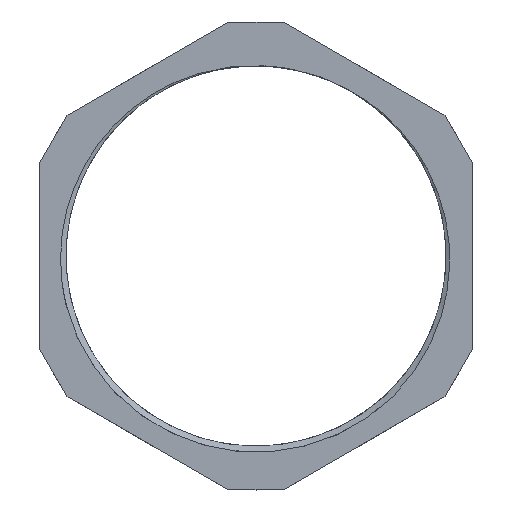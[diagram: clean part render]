
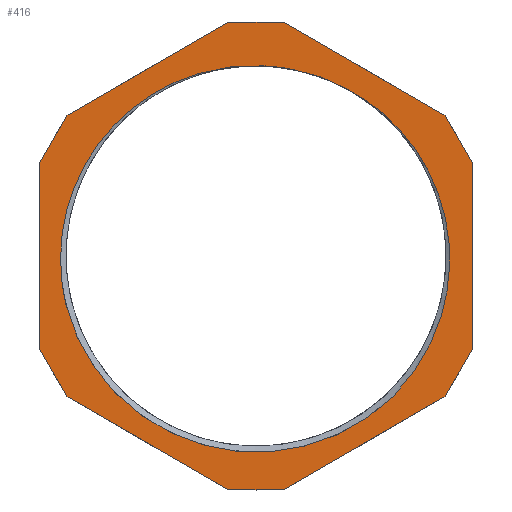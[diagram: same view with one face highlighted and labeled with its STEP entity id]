
A CAD part, top view. The second image highlights one B-rep face of the part: STEP entity #416.
In plain terms, the highlighted planar face has unit normal (0, 0, 1).
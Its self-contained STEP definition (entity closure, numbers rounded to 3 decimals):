
#16=FACE_BOUND('',#164,.T.);
#41=LINE('',#1305,#65);
#44=LINE('',#1319,#68);
#46=LINE('',#1327,#70);
#48=LINE('',#1339,#72);
#50=LINE('',#1347,#74);
#52=LINE('',#1359,#76);
#54=LINE('',#1367,#78);
#56=LINE('',#1380,#80);
#59=LINE('',#1393,#83);
#60=LINE('',#1400,#84);
#63=LINE('',#1413,#87);
#64=LINE('',#1418,#88);
#65=VECTOR('',#473,10.);
#68=VECTOR('',#478,10.);
#70=VECTOR('',#482,10.);
#72=VECTOR('',#486,10.);
#74=VECTOR('',#490,10.);
#76=VECTOR('',#494,10.);
#78=VECTOR('',#498,10.);
#80=VECTOR('',#502,10.);
#83=VECTOR('',#507,10.);
#84=VECTOR('',#510,10.);
#87=VECTOR('',#515,10.);
#88=VECTOR('',#518,10.);
#102=PLANE('',#456);
#104=CIRCLE('',#427,24.195);
#105=CIRCLE('',#429,24.956);
#138=FACE_OUTER_BOUND('',#163,.T.);
#163=EDGE_LOOP('',(#375,#376,#377,#378,#379,#380,#381,#382,#383,#384,#385,
#386));
#164=EDGE_LOOP('',(#387,#388,#389,#390));
#167=B_SPLINE_CURVE_WITH_KNOTS('',3,(#817,#818,#819,#820,#821,#822,#823,
#824,#825,#826,#827,#828,#829),.UNSPECIFIED.,.F.,.F.,(4,3,3,3,4),(-4.596,
-3.567,-2.387,-1.198,0.),.UNSPECIFIED.);
#172=B_SPLINE_CURVE_WITH_KNOTS('',3,(#1286,#1287,#1288,#1289,#1290,#1291,
#1292,#1293,#1294,#1295,#1296,#1297,#1298),.UNSPECIFIED.,.F.,.F.,(4,3,3,
3,4),(-4.593,-3.54,-2.351,-1.171,
0.),.UNSPECIFIED.);
#175=VERTEX_POINT('',#767);
#176=VERTEX_POINT('',#816);
#178=VERTEX_POINT('',#881);
#180=VERTEX_POINT('',#1149);
#181=VERTEX_POINT('',#1303);
#182=VERTEX_POINT('',#1304);
#186=VERTEX_POINT('',#1318);
#188=VERTEX_POINT('',#1326);
#191=VERTEX_POINT('',#1338);
#193=VERTEX_POINT('',#1346);
#196=VERTEX_POINT('',#1358);
#198=VERTEX_POINT('',#1366);
#201=VERTEX_POINT('',#1378);
#202=VERTEX_POINT('',#1379);
#206=VERTEX_POINT('',#1398);
#207=VERTEX_POINT('',#1399);
#213=EDGE_CURVE('',#175,#176,#167,.T.);
#217=EDGE_CURVE('',#178,#175,#104,.T.);
#220=EDGE_CURVE('',#180,#178,#172,.T.);
#221=EDGE_CURVE('',#180,#176,#105,.T.);
#223=EDGE_CURVE('',#181,#182,#41,.T.);
#228=EDGE_CURVE('',#182,#186,#44,.T.);
#231=EDGE_CURVE('',#186,#188,#46,.T.);
#235=EDGE_CURVE('',#188,#191,#48,.T.);
#238=EDGE_CURVE('',#191,#193,#50,.T.);
#242=EDGE_CURVE('',#193,#196,#52,.T.);
#245=EDGE_CURVE('',#196,#198,#54,.T.);
#249=EDGE_CURVE('',#201,#202,#56,.T.);
#254=EDGE_CURVE('',#202,#181,#59,.T.);
#256=EDGE_CURVE('',#206,#207,#60,.T.);
#261=EDGE_CURVE('',#198,#206,#63,.T.);
#263=EDGE_CURVE('',#207,#201,#64,.T.);
#375=ORIENTED_EDGE('',*,*,#261,.T.);
#376=ORIENTED_EDGE('',*,*,#256,.T.);
#377=ORIENTED_EDGE('',*,*,#263,.T.);
#378=ORIENTED_EDGE('',*,*,#249,.T.);
#379=ORIENTED_EDGE('',*,*,#254,.T.);
#380=ORIENTED_EDGE('',*,*,#223,.T.);
#381=ORIENTED_EDGE('',*,*,#228,.T.);
#382=ORIENTED_EDGE('',*,*,#231,.T.);
#383=ORIENTED_EDGE('',*,*,#235,.T.);
#384=ORIENTED_EDGE('',*,*,#238,.T.);
#385=ORIENTED_EDGE('',*,*,#242,.T.);
#386=ORIENTED_EDGE('',*,*,#245,.T.);
#387=ORIENTED_EDGE('',*,*,#221,.T.);
#388=ORIENTED_EDGE('',*,*,#213,.F.);
#389=ORIENTED_EDGE('',*,*,#217,.F.);
#390=ORIENTED_EDGE('',*,*,#220,.F.);
#416=ADVANCED_FACE('',(#138,#16),#102,.T.);
#427=AXIS2_PLACEMENT_3D('',#930,#463,#464);
#429=AXIS2_PLACEMENT_3D('',#1300,#467,#468);
#456=AXIS2_PLACEMENT_3D('',#1435,#545,#546);
#463=DIRECTION('center_axis',(0.,0.,1.));
#464=DIRECTION('ref_axis',(-1.,0.,0.));
#467=DIRECTION('center_axis',(0.,0.,-1.));
#468=DIRECTION('ref_axis',(-1.,0.,0.));
#473=DIRECTION('',(0.866,0.5,0.));
#478=DIRECTION('',(0.5,0.866,0.));
#482=DIRECTION('',(0.,1.,0.));
#486=DIRECTION('',(-0.5,0.866,0.));
#490=DIRECTION('',(-0.866,0.5,0.));
#494=DIRECTION('',(-1.,0.,0.));
#498=DIRECTION('',(-0.866,-0.5,0.));
#502=DIRECTION('',(0.866,-0.5,0.));
#507=DIRECTION('',(1.,0.,0.));
#510=DIRECTION('',(0.,-1.,0.));
#515=DIRECTION('',(-0.5,-0.866,0.));
#518=DIRECTION('',(0.5,-0.866,0.));
#545=DIRECTION('center_axis',(0.,0.,1.));
#546=DIRECTION('ref_axis',(1.,0.,0.));
#767=CARTESIAN_POINT('',(1.013,24.174,5.06));
#816=CARTESIAN_POINT('',(-24.172,-6.206,5.06));
#817=CARTESIAN_POINT('Ctrl Pts',(1.014,24.175,5.06));
#818=CARTESIAN_POINT('Ctrl Pts',(-2.41,24.374,5.06));
#819=CARTESIAN_POINT('Ctrl Pts',(-5.863,23.841,5.06));
#820=CARTESIAN_POINT('Ctrl Pts',(-9.06,22.623,5.06));
#821=CARTESIAN_POINT('Ctrl Pts',(-12.722,21.227,5.06));
#822=CARTESIAN_POINT('Ctrl Pts',(-16.041,18.928,5.06));
#823=CARTESIAN_POINT('Ctrl Pts',(-18.638,16.003,5.06));
#824=CARTESIAN_POINT('Ctrl Pts',(-21.256,13.054,5.06));
#825=CARTESIAN_POINT('Ctrl Pts',(-23.155,9.453,5.06));
#826=CARTESIAN_POINT('Ctrl Pts',(-24.115,5.623,5.06));
#827=CARTESIAN_POINT('Ctrl Pts',(-25.082,1.764,5.06));
#828=CARTESIAN_POINT('Ctrl Pts',(-25.102,-2.323,5.06));
#829=CARTESIAN_POINT('Ctrl Pts',(-24.172,-6.206,5.06));
#881=CARTESIAN_POINT('',(11.656,21.202,5.06));
#930=CARTESIAN_POINT('Origin',(0.,0.,5.06));
#1149=CARTESIAN_POINT('',(17.461,-17.83,5.06));
#1286=CARTESIAN_POINT('Ctrl Pts',(17.461,-17.832,5.06));
#1287=CARTESIAN_POINT('Ctrl Pts',(19.929,-15.331,5.06));
#1288=CARTESIAN_POINT('Ctrl Pts',(21.857,-12.317,5.06));
#1289=CARTESIAN_POINT('Ctrl Pts',(23.08,-9.033,5.06));
#1290=CARTESIAN_POINT('Ctrl Pts',(24.461,-5.328,5.06));
#1291=CARTESIAN_POINT('Ctrl Pts',(24.935,-1.281,5.06));
#1292=CARTESIAN_POINT('Ctrl Pts',(24.448,2.634,5.06));
#1293=CARTESIAN_POINT('Ctrl Pts',(23.963,6.52,5.06));
#1294=CARTESIAN_POINT('Ctrl Pts',(22.528,10.3,5.06));
#1295=CARTESIAN_POINT('Ctrl Pts',(20.3,13.526,5.06));
#1296=CARTESIAN_POINT('Ctrl Pts',(18.09,16.724,5.06));
#1297=CARTESIAN_POINT('Ctrl Pts',(15.106,19.381,5.06));
#1298=CARTESIAN_POINT('Ctrl Pts',(11.656,21.202,5.06));
#1300=CARTESIAN_POINT('Origin',(0.,0.,5.06));
#1303=CARTESIAN_POINT('',(3.465,-29.754,5.06));
#1304=CARTESIAN_POINT('',(24.035,-17.877,5.06));
#1305=CARTESIAN_POINT('',(25.347,-17.12,5.06));
#1318=CARTESIAN_POINT('',(27.5,-11.877,5.06));
#1319=CARTESIAN_POINT('',(26.634,-13.377,5.06));
#1326=CARTESIAN_POINT('',(27.5,11.877,5.06));
#1327=CARTESIAN_POINT('',(27.5,-1.515,5.06));
#1338=CARTESIAN_POINT('',(24.035,17.877,5.06));
#1339=CARTESIAN_POINT('',(31.356,5.198,5.06));
#1346=CARTESIAN_POINT('',(3.465,29.754,5.06));
#1347=CARTESIAN_POINT('',(21.516,19.332,5.06));
#1358=CARTESIAN_POINT('',(-3.465,29.754,5.06));
#1359=CARTESIAN_POINT('',(11.176,29.754,5.06));
#1366=CARTESIAN_POINT('',(-24.035,17.877,5.06));
#1367=CARTESIAN_POINT('',(-12.438,24.573,5.06));
#1378=CARTESIAN_POINT('',(-24.035,-17.877,5.06));
#1379=CARTESIAN_POINT('',(-3.465,-29.754,5.06));
#1380=CARTESIAN_POINT('',(4.301,-34.238,5.06));
#1393=CARTESIAN_POINT('',(14.641,-29.754,5.06));
#1398=CARTESIAN_POINT('',(-27.5,11.877,5.06));
#1399=CARTESIAN_POINT('',(-27.5,-11.877,5.06));
#1400=CARTESIAN_POINT('',(-27.5,-13.391,5.06));
#1413=CARTESIAN_POINT('',(-26.634,13.377,5.06));
#1418=CARTESIAN_POINT('',(-18.447,-27.557,5.06));
#1435=CARTESIAN_POINT('Origin',(25.817,-14.906,5.06));
